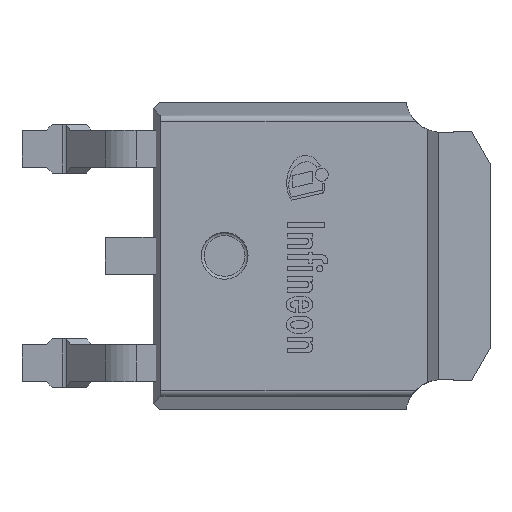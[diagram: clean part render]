
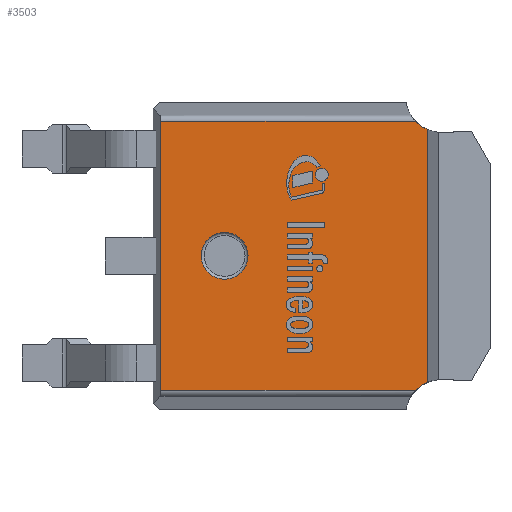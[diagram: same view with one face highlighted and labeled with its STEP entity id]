
A CAD part, top view. The second image highlights one B-rep face of the part: STEP entity #3503.
In plain terms, the highlighted planar face has unit normal (0, 0, 1).
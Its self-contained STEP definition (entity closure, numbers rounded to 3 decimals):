
#179=FACE_BOUND('',#532,.T.);
#321=FACE_OUTER_BOUND('',#531,.T.);
#531=EDGE_LOOP('',(#2599,#2600,#2601,#2602,#2603,#2604));
#532=EDGE_LOOP('',(#2605));
#697=CIRCLE('',#3749,0.764);
#700=CIRCLE('',#3761,0.5);
#702=CIRCLE('',#3767,0.764);
#863=LINE('',#5084,#1193);
#866=LINE('',#5109,#1196);
#867=LINE('',#5112,#1197);
#868=LINE('',#5114,#1198);
#1193=VECTOR('',#4247,1000.);
#1196=VECTOR('',#4266,1.);
#1197=VECTOR('',#4269,1.);
#1198=VECTOR('',#4272,1000.);
#1487=VERTEX_POINT('',#5048);
#1488=VERTEX_POINT('',#5050);
#1496=VERTEX_POINT('',#5082);
#1498=VERTEX_POINT('',#5090);
#1499=VERTEX_POINT('',#5096);
#1500=VERTEX_POINT('',#5107);
#1501=VERTEX_POINT('',#5111);
#1887=EDGE_CURVE('',#1488,#1487,#697,.T.);
#1899=EDGE_CURVE('',#1496,#1487,#863,.T.);
#1903=EDGE_CURVE('',#1498,#1498,#700,.T.);
#1907=EDGE_CURVE('',#1500,#1499,#866,.T.);
#1908=EDGE_CURVE('',#1488,#1501,#867,.T.);
#1909=EDGE_CURVE('',#1496,#1499,#702,.T.);
#1910=EDGE_CURVE('',#1500,#1501,#868,.T.);
#2599=ORIENTED_EDGE('',*,*,#1908,.F.);
#2600=ORIENTED_EDGE('',*,*,#1887,.T.);
#2601=ORIENTED_EDGE('',*,*,#1899,.F.);
#2602=ORIENTED_EDGE('',*,*,#1909,.T.);
#2603=ORIENTED_EDGE('',*,*,#1907,.F.);
#2604=ORIENTED_EDGE('',*,*,#1910,.T.);
#2605=ORIENTED_EDGE('',*,*,#1903,.F.);
#3320=PLANE('',#3766);
#3503=ADVANCED_FACE('',(#321,#179),#3320,.T.);
#3749=AXIS2_PLACEMENT_3D('',#5051,#4223,#4224);
#3761=AXIS2_PLACEMENT_3D('',#5092,#4256,#4257);
#3766=AXIS2_PLACEMENT_3D('',#5110,#4267,#4268);
#3767=AXIS2_PLACEMENT_3D('',#5113,#4270,#4271);
#4223=DIRECTION('center_axis',(0.,0.,-1.));
#4224=DIRECTION('ref_axis',(0.,-1.,0.));
#4247=DIRECTION('',(0.,-1.,0.));
#4256=DIRECTION('center_axis',(0.,0.,1.));
#4257=DIRECTION('ref_axis',(0.,-1.,0.));
#4266=DIRECTION('',(1.,0.,0.));
#4267=DIRECTION('center_axis',(0.,0.,1.));
#4268=DIRECTION('ref_axis',(0.,-1.,0.));
#4269=DIRECTION('',(-1.,0.,0.));
#4270=DIRECTION('center_axis',(0.,0.,-1.));
#4271=DIRECTION('ref_axis',(0.,1.,0.));
#4272=DIRECTION('',(0.,-1.,0.));
#5048=CARTESIAN_POINT('',(3.655,-2.705,2.52));
#5050=CARTESIAN_POINT('',(3.409,-2.877,2.52));
#5051=CARTESIAN_POINT('Origin',(3.96,-3.405,2.52));
#5082=CARTESIAN_POINT('',(3.655,2.705,2.52));
#5084=CARTESIAN_POINT('',(3.655,3.28,2.52));
#5090=CARTESIAN_POINT('',(-0.67,0.5,2.52));
#5092=CARTESIAN_POINT('Origin',(-0.67,0.,2.52));
#5096=CARTESIAN_POINT('',(3.409,2.877,2.52));
#5107=CARTESIAN_POINT('',(-2.038,2.877,2.52));
#5109=CARTESIAN_POINT('',(-1.1,2.877,2.52));
#5110=CARTESIAN_POINT('Origin',(0.,0.,2.52));
#5111=CARTESIAN_POINT('',(-2.038,-2.877,2.52));
#5112=CARTESIAN_POINT('',(-1.1,-2.877,2.52));
#5113=CARTESIAN_POINT('Origin',(3.96,3.405,2.52));
#5114=CARTESIAN_POINT('',(-2.038,3.28,2.52));
